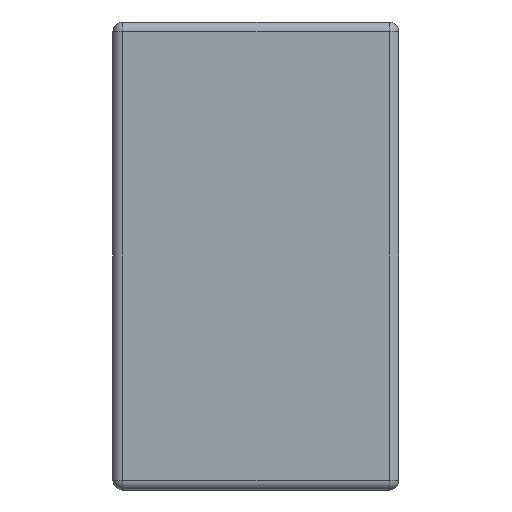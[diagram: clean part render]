
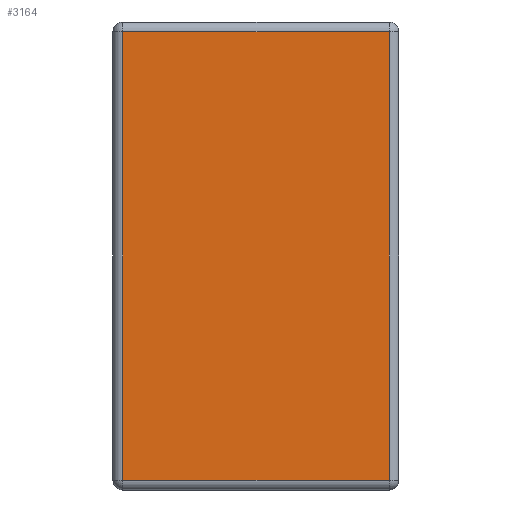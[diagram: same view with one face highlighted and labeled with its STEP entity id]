
A CAD part, left-side view. The second image highlights one B-rep face of the part: STEP entity #3164.
In plain terms, the highlighted planar face has unit normal (-1, 0, 0).
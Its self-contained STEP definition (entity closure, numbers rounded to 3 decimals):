
#120 = ORIENTED_EDGE ( 'NONE', *, *, #1915, .T. ) ;
#424 = DIRECTION ( 'NONE',  ( 0., -1., 0. ) ) ;
#641 = PLANE ( 'NONE',  #2868 ) ;
#985 = CARTESIAN_POINT ( 'NONE',  ( 0., 1.1, -0.037 ) ) ;
#1223 = DIRECTION ( 'NONE',  ( 0., 0., -1. ) ) ;
#1500 = VERTEX_POINT ( 'NONE', #4493 ) ;
#1586 = CARTESIAN_POINT ( 'NONE',  ( 0., 0.037, -1.763 ) ) ;
#1619 = ORIENTED_EDGE ( 'NONE', *, *, #4565, .T. ) ;
#1794 = LINE ( 'NONE', #985, #2609 ) ;
#1828 = VERTEX_POINT ( 'NONE', #2283 ) ;
#1915 = EDGE_CURVE ( 'NONE', #3593, #1828, #1794, .T. ) ;
#2023 = LINE ( 'NONE', #3397, #3779 ) ;
#2247 = CARTESIAN_POINT ( 'NONE',  ( 0., 0., 0. ) ) ;
#2283 = CARTESIAN_POINT ( 'NONE',  ( 0., 1.063, -0.037 ) ) ;
#2307 = VERTEX_POINT ( 'NONE', #1586 ) ;
#2328 = EDGE_LOOP ( 'NONE', ( #3921, #2913, #120, #1619 ) ) ;
#2420 = FACE_OUTER_BOUND ( 'NONE', #2328, .T. ) ;
#2427 = CARTESIAN_POINT ( 'NONE',  ( 0., 0.037, -0.037 ) ) ;
#2556 = EDGE_CURVE ( 'NONE', #1500, #2307, #2559, .T. ) ;
#2559 = LINE ( 'NONE', #3763, #3319 ) ;
#2609 = VECTOR ( 'NONE', #3957, 1000. ) ;
#2868 = AXIS2_PLACEMENT_3D ( 'NONE', #2247, #4370, #2937 ) ;
#2913 = ORIENTED_EDGE ( 'NONE', *, *, #3000, .T. ) ;
#2937 = DIRECTION ( 'NONE',  ( 0., 0., 1. ) ) ;
#3000 = EDGE_CURVE ( 'NONE', #2307, #3593, #2023, .T. ) ;
#3028 = LINE ( 'NONE', #4474, #3152 ) ;
#3152 = VECTOR ( 'NONE', #1223, 1000. ) ;
#3164 = ADVANCED_FACE ( 'NONE', ( #2420 ), #641, .T. ) ;
#3319 = VECTOR ( 'NONE', #424, 1000. ) ;
#3397 = CARTESIAN_POINT ( 'NONE',  ( 0., 0.037, 0. ) ) ;
#3489 = DIRECTION ( 'NONE',  ( 0., 0., 1. ) ) ;
#3593 = VERTEX_POINT ( 'NONE', #2427 ) ;
#3763 = CARTESIAN_POINT ( 'NONE',  ( 0., 0., -1.763 ) ) ;
#3779 = VECTOR ( 'NONE', #3489, 1000. ) ;
#3921 = ORIENTED_EDGE ( 'NONE', *, *, #2556, .T. ) ;
#3957 = DIRECTION ( 'NONE',  ( 0., 1., 0. ) ) ;
#4370 = DIRECTION ( 'NONE',  ( -1., 0., 0. ) ) ;
#4474 = CARTESIAN_POINT ( 'NONE',  ( 0., 1.063, -1.8 ) ) ;
#4493 = CARTESIAN_POINT ( 'NONE',  ( 0., 1.063, -1.763 ) ) ;
#4565 = EDGE_CURVE ( 'NONE', #1828, #1500, #3028, .T. ) ;
